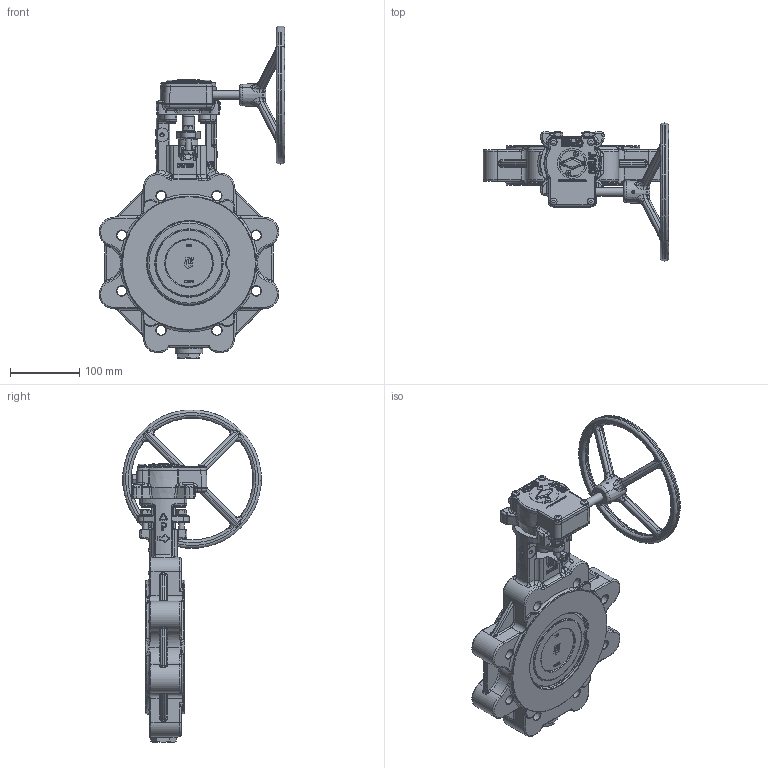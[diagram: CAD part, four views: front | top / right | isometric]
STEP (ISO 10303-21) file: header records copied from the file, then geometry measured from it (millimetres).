
FILE_DESCRIPTION(('HOOPS Exchange Step'),'2;1');
FILE_NAME('AK12_DN125_PN10-16_Getriebe.stp','2024-11-22T10:33:06+01:00',('nieru'),('Unknown organisation'),'HOOPS Exchange 2024.2','HOOPS Exchange','Unknown authorisation');
FILE_SCHEMA( ('AP203_CONFIGURATION_CONTROLLED_3D_DESIGN_OF_MECHANICAL_PARTS_AND_ASSEMBLIES_MIM_LF') );
Length unit declared in the file: millimetre
Products named in the file (5): 0; root
Assembly tree (4 placements, depth 4):
  root
    0
    0
      0
        0
Bounding box: 267.72 x 199.24 x 479.12 mm (x, y, z)
Volume: 2566996.3 mm3; surface area: 372293.4 mm2
Topology: 49 solids, 49 shells, 3103 faces, 7686 edges, 4540 vertices
Faces by surface type: bspline 1153, cylinder 764, plane 684, cone 211, torus 188, sphere 102, extrusion 1
Full cylindrical faces by diameter (mm): 2.956 x1, 4 x1, 5 x1, 6.647 x4, 6.8 x2, 7.6 x2, 8 x10, 8.376 x4, 9 x8, 10 x4, 12 x2, 13 x6, 13.533 x1, 14 x8, 14.8 x4, 15.5 x1, 16 x3, 17.975 x1, 20 x2, 21 x1, 23 x4, 27.5 x1, 38 x2, 40 x1, 43 x1, 127.001 x2, 193 x2
Entity records: 249247 total; most frequent: CARTESIAN_POINT 187280, ORIENTED_EDGE 14972, DIRECTION 9514, EDGE_CURVE 7486, VERTEX_POINT 4540, AXIS2_PLACEMENT_3D 3899, B_SPLINE_CURVE_WITH_KNOTS 3617, EDGE_LOOP 3224
